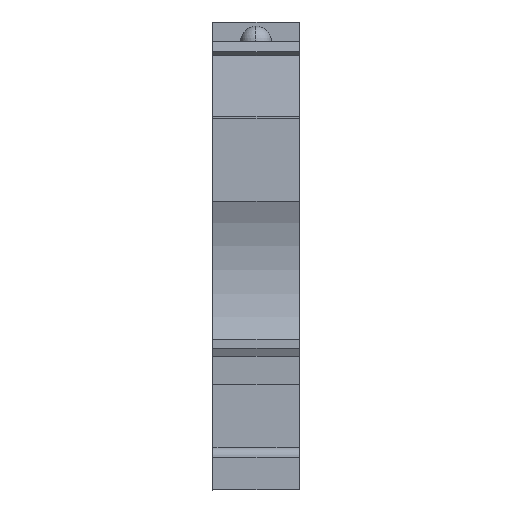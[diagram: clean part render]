
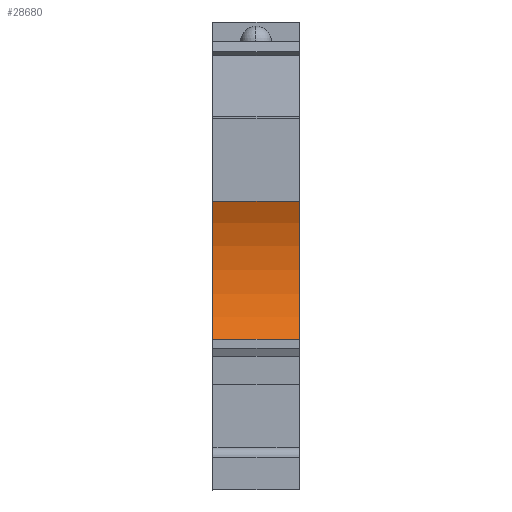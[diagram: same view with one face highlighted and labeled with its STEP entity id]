
A CAD part, front view. The second image highlights one B-rep face of the part: STEP entity #28680.
In plain terms, the highlighted cylindrical face has radius 15 mm (diameter 30 mm), a partial arc.
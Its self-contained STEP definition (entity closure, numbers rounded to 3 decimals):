
#1100=CARTESIAN_POINT('',(-28.093,-17.2,
53.67));
#1110=VERTEX_POINT('',#1100);
#6550=CARTESIAN_POINT('',(-28.093,-30.2,
53.67));
#6560=VERTEX_POINT('',#6550);
#6590=CARTESIAN_POINT('',(-41.611,-23.7,
53.67));
#6600=DIRECTION('',(0.,0.,1.));
#6610=DIRECTION('',(1.,0.,0.));
#6620=AXIS2_PLACEMENT_3D('',#6590,#6600,#6610);
#6630=CIRCLE('',#6620,15.);
#6640=EDGE_CURVE('',#6560,#1110,#6630,.T.);
#28240=CARTESIAN_POINT('',(-28.093,-30.2,
45.52));
#28250=VERTEX_POINT('',#28240);
#28280=CARTESIAN_POINT('',(-28.093,-30.2,
53.67));
#28290=DIRECTION('',(0.,0.,1.));
#28300=VECTOR('',#28290,1.);
#28310=LINE('',#28280,#28300);
#28320=EDGE_CURVE('',#28250,#6560,#28310,.T.);
#28440=CARTESIAN_POINT('',(-41.611,-23.7,
53.67));
#28450=DIRECTION('',(0.,0.,1.));
#28460=DIRECTION('',(1.,0.,0.));
#28470=AXIS2_PLACEMENT_3D('',#28440,#28450,#28460);
#28480=CYLINDRICAL_SURFACE('',#28470,15.);
#28490=ORIENTED_EDGE('',*,*,#6640,.T.);
#28500=ORIENTED_EDGE('',*,*,#28320,.T.);
#28510=CARTESIAN_POINT('',(-41.611,-23.7,
45.52));
#28520=DIRECTION('',(0.,0.,1.));
#28530=DIRECTION('',(1.,0.,0.));
#28540=AXIS2_PLACEMENT_3D('',#28510,#28520,#28530);
#28550=CIRCLE('',#28540,15.);
#28560=CARTESIAN_POINT('',(-28.093,-17.2,
45.52));
#28570=VERTEX_POINT('',#28560);
#28580=EDGE_CURVE('',#28250,#28570,#28550,.T.);
#28590=ORIENTED_EDGE('',*,*,#28580,.F.);
#28600=CARTESIAN_POINT('',(-28.093,-17.2,
53.67));
#28610=DIRECTION('',(0.,0.,1.));
#28620=VECTOR('',#28610,1.);
#28630=LINE('',#28600,#28620);
#28640=EDGE_CURVE('',#28570,#1110,#28630,.T.);
#28650=ORIENTED_EDGE('',*,*,#28640,.F.);
#28660=EDGE_LOOP('',(#28650,#28590,#28500,#28490));
#28670=FACE_OUTER_BOUND('',#28660,.T.);
#28680=ADVANCED_FACE('',(#28670),#28480,.F.);
